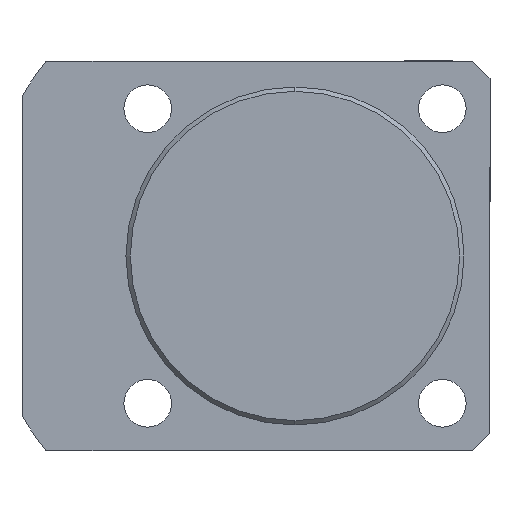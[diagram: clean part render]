
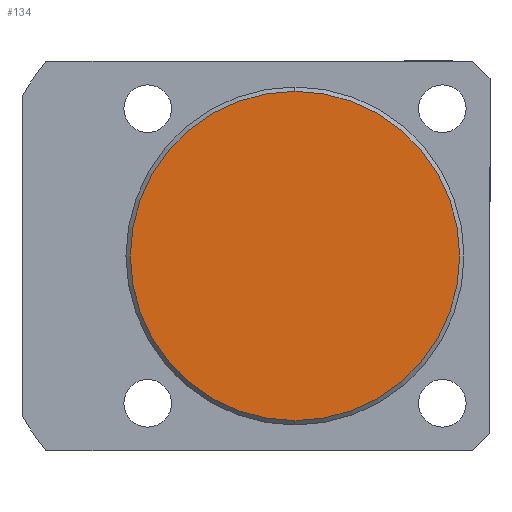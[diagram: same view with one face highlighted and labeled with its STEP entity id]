
A CAD part, front view. The second image highlights one B-rep face of the part: STEP entity #134.
In plain terms, the highlighted planar face has unit normal (0, -1, 0).
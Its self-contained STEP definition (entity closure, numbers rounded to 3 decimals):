
#134 = ADVANCED_FACE ( 'NONE', ( #258 ), #702, .F. ) ;
#258 = FACE_OUTER_BOUND ( 'NONE', #1866, .T. ) ;
#378 = CIRCLE ( 'NONE', #1039, 19. ) ;
#408 = CIRCLE ( 'NONE', #1064, 19. ) ;
#698 = CARTESIAN_POINT ( 'NONE',  ( 0., 0., 0. ) ) ;
#702 = PLANE ( 'NONE',  #1615 ) ;
#704 = DIRECTION ( 'NONE',  ( 0., 1., 0. ) ) ;
#705 = DIRECTION ( 'NONE',  ( 0., 0., 1. ) ) ;
#975 = CARTESIAN_POINT ( 'NONE',  ( 0., 0., 0. ) ) ;
#976 = DIRECTION ( 'NONE',  ( 0., -1., 0. ) ) ;
#977 = DIRECTION ( 'NONE',  ( 0., 0., 1. ) ) ;
#1039 = AXIS2_PLACEMENT_3D ( 'NONE', #975, #976, #977 ) ;
#1064 = AXIS2_PLACEMENT_3D ( 'NONE', #1278, #1279, #1280 ) ;
#1172 = CARTESIAN_POINT ( 'NONE',  ( 0., 0., -19. ) ) ;
#1176 = CARTESIAN_POINT ( 'NONE',  ( 0., 0., 19. ) ) ;
#1278 = CARTESIAN_POINT ( 'NONE',  ( 0., 0., 0. ) ) ;
#1279 = DIRECTION ( 'NONE',  ( 0., -1., 0. ) ) ;
#1280 = DIRECTION ( 'NONE',  ( 0., 0., 1. ) ) ;
#1571 = EDGE_CURVE ( 'NONE', #1772, #1767, #378, .T. ) ;
#1615 = AXIS2_PLACEMENT_3D ( 'NONE', #698, #704, #705 ) ;
#1727 = ORIENTED_EDGE ( 'NONE', *, *, #1571, .T. ) ;
#1728 = ORIENTED_EDGE ( 'NONE', *, *, #1945, .T. ) ;
#1767 = VERTEX_POINT ( 'NONE', #1172 ) ;
#1772 = VERTEX_POINT ( 'NONE', #1176 ) ;
#1866 = EDGE_LOOP ( 'NONE', ( #1727, #1728 ) ) ;
#1945 = EDGE_CURVE ( 'NONE', #1767, #1772, #408, .T. ) ;
